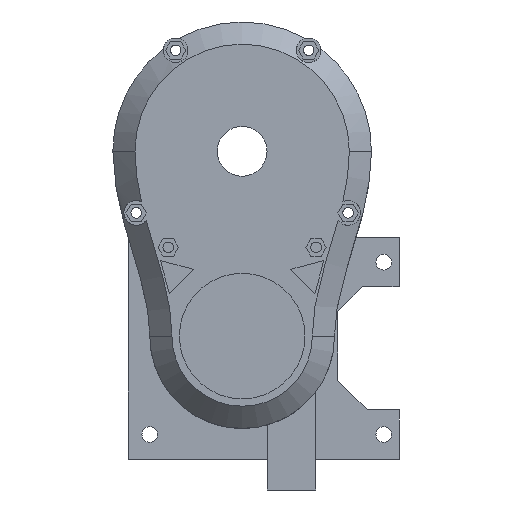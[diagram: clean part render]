
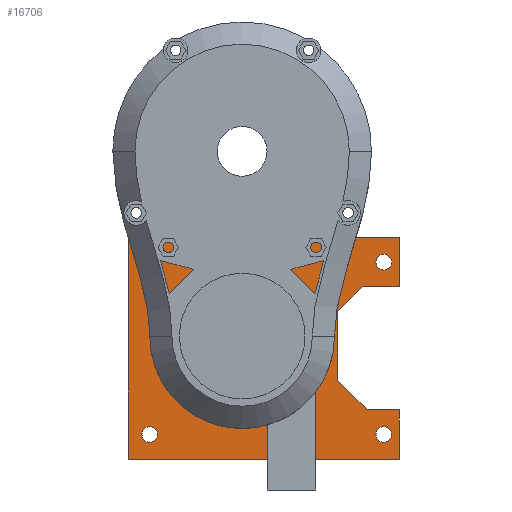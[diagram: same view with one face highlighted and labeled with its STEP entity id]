
A CAD part, front view. The second image highlights one B-rep face of the part: STEP entity #16706.
In plain terms, the highlighted planar face has unit normal (0, -1, 0).
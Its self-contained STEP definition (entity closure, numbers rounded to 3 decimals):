
#5094 = VERTEX_POINT('',#5095);
#5095 = CARTESIAN_POINT('',(37.5,51.,-75.));
#5101 = EDGE_CURVE('',#5094,#5102,#5104,.T.);
#5102 = VERTEX_POINT('',#5103);
#5103 = CARTESIAN_POINT('',(33.763,51.,-62.263));
#5104 = B_SPLINE_CURVE_WITH_KNOTS('',2,(#5105,#5106,#5107),
  .UNSPECIFIED.,.F.,.F.,(3,3),(0.,1.),.PIECEWISE_BEZIER_KNOTS.);
#5105 = CARTESIAN_POINT('',(37.5,51.,-75.));
#5106 = CARTESIAN_POINT('',(37.,51.,-67.));
#5107 = CARTESIAN_POINT('',(33.763,51.,-62.263));
#5127 = VERTEX_POINT('',#5128);
#5128 = CARTESIAN_POINT('',(17.5,51.,-46.));
#5134 = EDGE_CURVE('',#5127,#5102,#5135,.T.);
#5135 = LINE('',#5136,#5137);
#5136 = CARTESIAN_POINT('',(17.5,51.,-46.));
#5137 = VECTOR('',#5138,1.);
#5138 = DIRECTION('',(0.707,0.,-0.707));
#5151 = VERTEX_POINT('',#5152);
#5152 = CARTESIAN_POINT('',(-17.5,51.,-46.));
#5158 = EDGE_CURVE('',#5151,#5127,#5159,.T.);
#5159 = LINE('',#5160,#5161);
#5160 = CARTESIAN_POINT('',(-17.5,51.,-46.));
#5161 = VECTOR('',#5162,1.);
#5162 = DIRECTION('',(1.,0.,0.));
#5175 = EDGE_CURVE('',#5151,#5176,#5178,.T.);
#5176 = VERTEX_POINT('',#5177);
#5177 = CARTESIAN_POINT('',(-33.763,51.,-62.263));
#5178 = LINE('',#5179,#5180);
#5179 = CARTESIAN_POINT('',(-17.5,51.,-46.));
#5180 = VECTOR('',#5181,1.);
#5181 = DIRECTION('',(-0.707,0.,-0.707));
#5219 = VERTEX_POINT('',#5220);
#5220 = CARTESIAN_POINT('',(-37.5,51.,-75.));
#5226 = EDGE_CURVE('',#5219,#5176,#5227,.T.);
#5227 = B_SPLINE_CURVE_WITH_KNOTS('',2,(#5228,#5229,#5230),
  .UNSPECIFIED.,.F.,.F.,(3,3),(0.,1.),.PIECEWISE_BEZIER_KNOTS.);
#5228 = CARTESIAN_POINT('',(-37.5,51.,-75.));
#5229 = CARTESIAN_POINT('',(-37.,51.,-67.));
#5230 = CARTESIAN_POINT('',(-33.763,51.,-62.263));
#15790 = EDGE_CURVE('',#15791,#5219,#15793,.T.);
#15791 = VERTEX_POINT('',#15792);
#15792 = CARTESIAN_POINT('',(10.15,51.,-111.1));
#15793 = CIRCLE('',#15794,37.5);
#15794 = AXIS2_PLACEMENT_3D('',#15795,#15796,#15797);
#15795 = CARTESIAN_POINT('',(0.,51.,-75.));
#15796 = DIRECTION('',(-0.,1.,0.));
#15797 = DIRECTION('',(1.,0.,0.));
#15817 = VERTEX_POINT('',#15818);
#15818 = CARTESIAN_POINT('',(29.95,51.,-97.567));
#15824 = EDGE_CURVE('',#5094,#15817,#15825,.T.);
#15825 = CIRCLE('',#15826,37.5);
#15826 = AXIS2_PLACEMENT_3D('',#15827,#15828,#15829);
#15827 = CARTESIAN_POINT('',(0.,51.,-75.));
#15828 = DIRECTION('',(-0.,1.,0.));
#15829 = DIRECTION('',(1.,0.,0.));
#16706 = ADVANCED_FACE('',(#16707,#16818,#16829,#16840,#16851),#16862,
  .F.);
#16707 = FACE_BOUND('',#16708,.F.);
#16708 = EDGE_LOOP('',(#16709,#16719,#16727,#16735,#16743,#16751,#16759,
    #16767,#16775,#16783,#16791,#16799,#16805,#16806,#16807,#16808,
    #16809,#16810,#16811,#16812));
#16709 = ORIENTED_EDGE('',*,*,#16710,.T.);
#16710 = EDGE_CURVE('',#16711,#16713,#16715,.T.);
#16711 = VERTEX_POINT('',#16712);
#16712 = CARTESIAN_POINT('',(10.15,51.,-125.));
#16713 = VERTEX_POINT('',#16714);
#16714 = CARTESIAN_POINT('',(-46.25,51.,-125.));
#16715 = LINE('',#16716,#16717);
#16716 = CARTESIAN_POINT('',(63.75,51.,-125.));
#16717 = VECTOR('',#16718,1.);
#16718 = DIRECTION('',(-1.,0.,-0.));
#16719 = ORIENTED_EDGE('',*,*,#16720,.T.);
#16720 = EDGE_CURVE('',#16713,#16721,#16723,.T.);
#16721 = VERTEX_POINT('',#16722);
#16722 = CARTESIAN_POINT('',(-46.25,51.,-35.));
#16723 = LINE('',#16724,#16725);
#16724 = CARTESIAN_POINT('',(-46.25,51.,-125.));
#16725 = VECTOR('',#16726,1.);
#16726 = DIRECTION('',(0.,0.,1.));
#16727 = ORIENTED_EDGE('',*,*,#16728,.T.);
#16728 = EDGE_CURVE('',#16721,#16729,#16731,.T.);
#16729 = VERTEX_POINT('',#16730);
#16730 = CARTESIAN_POINT('',(63.75,51.,-35.));
#16731 = LINE('',#16732,#16733);
#16732 = CARTESIAN_POINT('',(-46.25,51.,-35.));
#16733 = VECTOR('',#16734,1.);
#16734 = DIRECTION('',(1.,0.,0.));
#16735 = ORIENTED_EDGE('',*,*,#16736,.T.);
#16736 = EDGE_CURVE('',#16729,#16737,#16739,.T.);
#16737 = VERTEX_POINT('',#16738);
#16738 = CARTESIAN_POINT('',(63.75,51.,-55.));
#16739 = LINE('',#16740,#16741);
#16740 = CARTESIAN_POINT('',(63.75,51.,-35.));
#16741 = VECTOR('',#16742,1.);
#16742 = DIRECTION('',(0.,0.,-1.));
#16743 = ORIENTED_EDGE('',*,*,#16744,.T.);
#16744 = EDGE_CURVE('',#16737,#16745,#16747,.T.);
#16745 = VERTEX_POINT('',#16746);
#16746 = CARTESIAN_POINT('',(48.75,51.,-55.));
#16747 = LINE('',#16748,#16749);
#16748 = CARTESIAN_POINT('',(63.75,51.,-55.));
#16749 = VECTOR('',#16750,1.);
#16750 = DIRECTION('',(-1.,0.,-0.));
#16751 = ORIENTED_EDGE('',*,*,#16752,.T.);
#16752 = EDGE_CURVE('',#16745,#16753,#16755,.T.);
#16753 = VERTEX_POINT('',#16754);
#16754 = CARTESIAN_POINT('',(38.75,51.,-65.));
#16755 = LINE('',#16756,#16757);
#16756 = CARTESIAN_POINT('',(48.75,51.,-55.));
#16757 = VECTOR('',#16758,1.);
#16758 = DIRECTION('',(-0.707,0.,-0.707));
#16759 = ORIENTED_EDGE('',*,*,#16760,.T.);
#16760 = EDGE_CURVE('',#16753,#16761,#16763,.T.);
#16761 = VERTEX_POINT('',#16762);
#16762 = CARTESIAN_POINT('',(38.75,51.,-93.));
#16763 = LINE('',#16764,#16765);
#16764 = CARTESIAN_POINT('',(38.75,51.,-65.));
#16765 = VECTOR('',#16766,1.);
#16766 = DIRECTION('',(0.,0.,-1.));
#16767 = ORIENTED_EDGE('',*,*,#16768,.T.);
#16768 = EDGE_CURVE('',#16761,#16769,#16771,.T.);
#16769 = VERTEX_POINT('',#16770);
#16770 = CARTESIAN_POINT('',(50.75,51.,-105.));
#16771 = LINE('',#16772,#16773);
#16772 = CARTESIAN_POINT('',(38.75,51.,-93.));
#16773 = VECTOR('',#16774,1.);
#16774 = DIRECTION('',(0.707,0.,-0.707));
#16775 = ORIENTED_EDGE('',*,*,#16776,.T.);
#16776 = EDGE_CURVE('',#16769,#16777,#16779,.T.);
#16777 = VERTEX_POINT('',#16778);
#16778 = CARTESIAN_POINT('',(63.75,51.,-105.));
#16779 = LINE('',#16780,#16781);
#16780 = CARTESIAN_POINT('',(50.75,51.,-105.));
#16781 = VECTOR('',#16782,1.);
#16782 = DIRECTION('',(1.,0.,0.));
#16783 = ORIENTED_EDGE('',*,*,#16784,.T.);
#16784 = EDGE_CURVE('',#16777,#16785,#16787,.T.);
#16785 = VERTEX_POINT('',#16786);
#16786 = CARTESIAN_POINT('',(63.75,51.,-125.));
#16787 = LINE('',#16788,#16789);
#16788 = CARTESIAN_POINT('',(63.75,51.,-105.));
#16789 = VECTOR('',#16790,1.);
#16790 = DIRECTION('',(0.,0.,-1.));
#16791 = ORIENTED_EDGE('',*,*,#16792,.T.);
#16792 = EDGE_CURVE('',#16785,#16793,#16795,.T.);
#16793 = VERTEX_POINT('',#16794);
#16794 = CARTESIAN_POINT('',(29.95,51.,-125.));
#16795 = LINE('',#16796,#16797);
#16796 = CARTESIAN_POINT('',(63.75,51.,-125.));
#16797 = VECTOR('',#16798,1.);
#16798 = DIRECTION('',(-1.,0.,-0.));
#16799 = ORIENTED_EDGE('',*,*,#16800,.T.);
#16800 = EDGE_CURVE('',#16793,#15817,#16801,.T.);
#16801 = LINE('',#16802,#16803);
#16802 = CARTESIAN_POINT('',(29.95,51.,-137.5));
#16803 = VECTOR('',#16804,1.);
#16804 = DIRECTION('',(0.,0.,1.));
#16805 = ORIENTED_EDGE('',*,*,#15824,.F.);
#16806 = ORIENTED_EDGE('',*,*,#5101,.T.);
#16807 = ORIENTED_EDGE('',*,*,#5134,.F.);
#16808 = ORIENTED_EDGE('',*,*,#5158,.F.);
#16809 = ORIENTED_EDGE('',*,*,#5175,.T.);
#16810 = ORIENTED_EDGE('',*,*,#5226,.F.);
#16811 = ORIENTED_EDGE('',*,*,#15790,.F.);
#16812 = ORIENTED_EDGE('',*,*,#16813,.F.);
#16813 = EDGE_CURVE('',#16711,#15791,#16814,.T.);
#16814 = LINE('',#16815,#16816);
#16815 = CARTESIAN_POINT('',(10.15,51.,-137.5));
#16816 = VECTOR('',#16817,1.);
#16817 = DIRECTION('',(0.,0.,1.));
#16818 = FACE_BOUND('',#16819,.F.);
#16819 = EDGE_LOOP('',(#16820));
#16820 = ORIENTED_EDGE('',*,*,#16821,.F.);
#16821 = EDGE_CURVE('',#16822,#16822,#16824,.T.);
#16822 = VERTEX_POINT('',#16823);
#16823 = CARTESIAN_POINT('',(-34.3,51.,-115.));
#16824 = CIRCLE('',#16825,3.2);
#16825 = AXIS2_PLACEMENT_3D('',#16826,#16827,#16828);
#16826 = CARTESIAN_POINT('',(-37.5,51.,-115.));
#16827 = DIRECTION('',(-0.,1.,0.));
#16828 = DIRECTION('',(1.,0.,0.));
#16829 = FACE_BOUND('',#16830,.F.);
#16830 = EDGE_LOOP('',(#16831));
#16831 = ORIENTED_EDGE('',*,*,#16832,.F.);
#16832 = EDGE_CURVE('',#16833,#16833,#16835,.T.);
#16833 = VERTEX_POINT('',#16834);
#16834 = CARTESIAN_POINT('',(-34.3,51.,-45.));
#16835 = CIRCLE('',#16836,3.2);
#16836 = AXIS2_PLACEMENT_3D('',#16837,#16838,#16839);
#16837 = CARTESIAN_POINT('',(-37.5,51.,-45.));
#16838 = DIRECTION('',(-0.,1.,0.));
#16839 = DIRECTION('',(1.,0.,0.));
#16840 = FACE_BOUND('',#16841,.F.);
#16841 = EDGE_LOOP('',(#16842));
#16842 = ORIENTED_EDGE('',*,*,#16843,.F.);
#16843 = EDGE_CURVE('',#16844,#16844,#16846,.T.);
#16844 = VERTEX_POINT('',#16845);
#16845 = CARTESIAN_POINT('',(60.7,51.,-115.));
#16846 = CIRCLE('',#16847,3.2);
#16847 = AXIS2_PLACEMENT_3D('',#16848,#16849,#16850);
#16848 = CARTESIAN_POINT('',(57.5,51.,-115.));
#16849 = DIRECTION('',(-0.,1.,0.));
#16850 = DIRECTION('',(1.,0.,0.));
#16851 = FACE_BOUND('',#16852,.F.);
#16852 = EDGE_LOOP('',(#16853));
#16853 = ORIENTED_EDGE('',*,*,#16854,.F.);
#16854 = EDGE_CURVE('',#16855,#16855,#16857,.T.);
#16855 = VERTEX_POINT('',#16856);
#16856 = CARTESIAN_POINT('',(60.7,51.,-45.));
#16857 = CIRCLE('',#16858,3.2);
#16858 = AXIS2_PLACEMENT_3D('',#16859,#16860,#16861);
#16859 = CARTESIAN_POINT('',(57.5,51.,-45.));
#16860 = DIRECTION('',(-0.,1.,0.));
#16861 = DIRECTION('',(1.,0.,0.));
#16862 = PLANE('',#16863);
#16863 = AXIS2_PLACEMENT_3D('',#16864,#16865,#16866);
#16864 = CARTESIAN_POINT('',(9.985,51.,-79.924));
#16865 = DIRECTION('',(0.,1.,0.));
#16866 = DIRECTION('',(0.,0.,1.));
